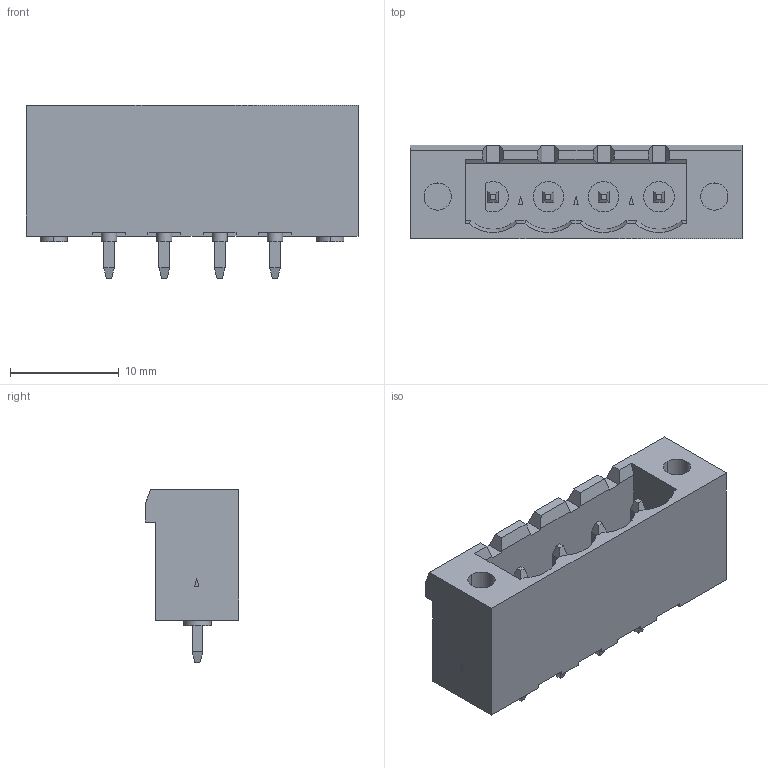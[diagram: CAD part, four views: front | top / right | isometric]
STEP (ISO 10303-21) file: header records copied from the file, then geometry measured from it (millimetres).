
FILE_DESCRIPTION((''),'2;1');
FILE_NAME('PHOENIX_1777099.stp','2011-06-20T14:43:42',(''),(''),'Mechanical Desktop 2011','Mechanical Desktop 2011',', , ');
FILE_SCHEMA(('AUTOMOTIVE_DESIGN { 1 2 10303 214 1 1 1 1 }'));
Length unit declared in the file: millimetre
Products named in the file (1): Product
Bounding box: 30.48 x 8.6 x 15.9 mm (x, y, z)
Volume: 1869.2 mm3; surface area: 2274.2 mm2
Topology: 9 solids, 9 shells, 285 faces, 662 edges, 424 vertices
Faces by surface type: plane 186, cylinder 50, bspline 41, cone 4, sphere 4
Entity records: 8108 total; most frequent: CARTESIAN_POINT 1587, ORIENTED_EDGE 1316, DIRECTION 1284, EDGE_CURVE 658, VECTOR 514, LINE 514, VERTEX_POINT 416, AXIS2_PLACEMENT_3D 385
